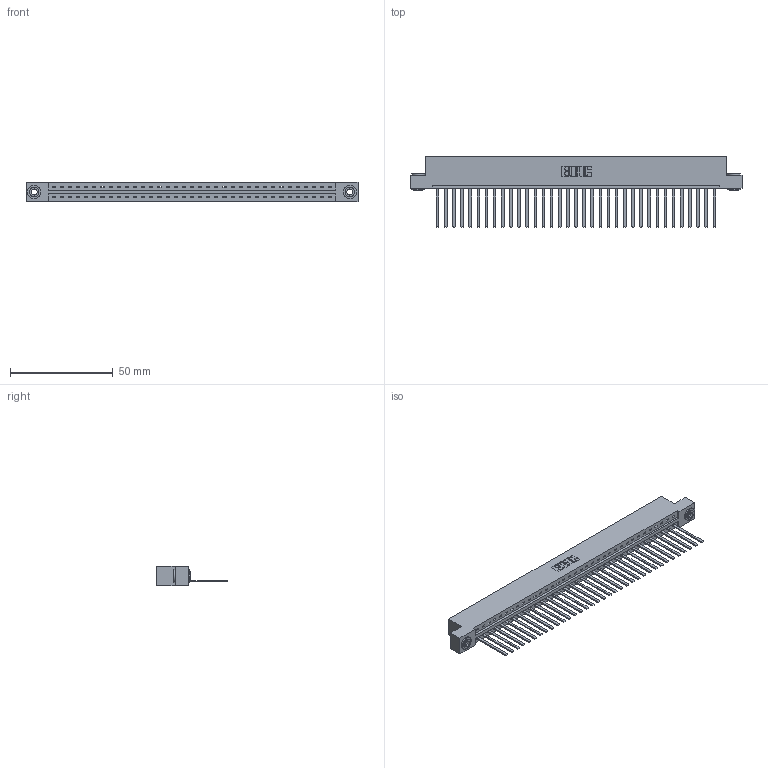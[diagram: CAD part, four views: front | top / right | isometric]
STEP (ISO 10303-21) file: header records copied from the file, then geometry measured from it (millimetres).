
FILE_DESCRIPTION (( 'STEP AP203' ), '1' );
FILE_NAME ('337-035-544-103.STEP', '2018-08-07T20:55:13', ( '' ), ( '' ), 'SwSTEP 2.0', 'SolidWorks 2016', '' );
FILE_SCHEMA (( 'CONFIG_CONTROL_DESIGN' ));
Length unit declared in the file: inch
Products named in the file (4): 345-292-001_345-293-144; 345-250-002_345-250-002-102; 337-035-544-103; 337 Part_Flush Mounting Lugs - 0.156 Dia-TH
Assembly tree (38 placements, depth 2):
  337-035-544-103
    337 Part_Flush Mounting Lugs - 0.156 Dia-TH
    345-292-001_345-293-144  x35
    345-250-002_345-250-002-102  x2
Bounding box: 161.7 x 34.3 x 9.4 mm (x, y, z)
Volume: 17142.8 mm3; surface area: 19241.8 mm2
Topology: 38 solids, 38 shells, 2112 faces, 6337 edges, 4174 vertices
Faces by surface type: plane 1550, cylinder 554, cone 8
Entity records: 27388 total; most frequent: CARTESIAN_POINT 4746, ORIENTED_EDGE 4710, DIRECTION 4039, EDGE_CURVE 2355, VECTOR 2207, LINE 2207, VERTEX_POINT 1566, AXIS2_PLACEMENT_3D 916
